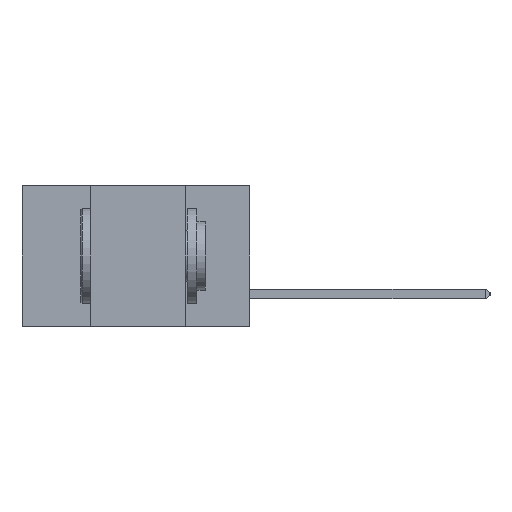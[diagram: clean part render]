
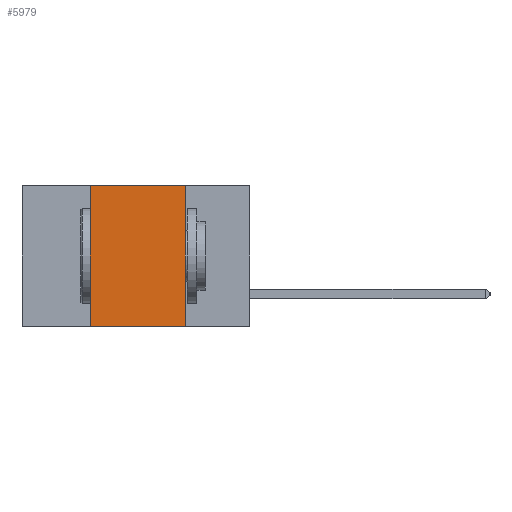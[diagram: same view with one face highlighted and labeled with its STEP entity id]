
A CAD part, left-side view. The second image highlights one B-rep face of the part: STEP entity #5979.
In plain terms, the highlighted planar face has unit normal (-1, 0, 0).
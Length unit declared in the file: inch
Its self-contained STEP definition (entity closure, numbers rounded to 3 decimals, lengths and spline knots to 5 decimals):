
#168 = ORIENTED_EDGE ( 'NONE', *, *, #5921, .F. ) ;
#591 = VERTEX_POINT ( 'NONE', #18173 ) ;
#737 = CARTESIAN_POINT ( 'NONE',  ( 0., 0.6, 0. ) ) ;
#2358 = CARTESIAN_POINT ( 'NONE',  ( 0., 0.17, 0. ) ) ;
#2681 = ORIENTED_EDGE ( 'NONE', *, *, #21475, .T. ) ;
#3843 = VECTOR ( 'NONE', #8403, 39.37008 ) ;
#4251 = ORIENTED_EDGE ( 'NONE', *, *, #12643, .F. ) ;
#4856 = CARTESIAN_POINT ( 'NONE',  ( 0., 0.42, 0. ) ) ;
#4945 = CARTESIAN_POINT ( 'NONE',  ( 0., 0.6, 0. ) ) ;
#5650 = VECTOR ( 'NONE', #8857, 39.37008 ) ;
#5921 = EDGE_CURVE ( 'NONE', #13896, #6353, #18575, .T. ) ;
#5979 = ADVANCED_FACE ( 'NONE', ( #11809 ), #16497, .F. ) ;
#6353 = VERTEX_POINT ( 'NONE', #9951 ) ;
#6953 = DIRECTION ( 'NONE',  ( 0., 0., -1. ) ) ;
#7865 = VECTOR ( 'NONE', #16327, 39.37008 ) ;
#8403 = DIRECTION ( 'NONE',  ( 0., 0., -1. ) ) ;
#8857 = DIRECTION ( 'NONE',  ( 0., 0., 1. ) ) ;
#9951 = CARTESIAN_POINT ( 'NONE',  ( 0., 0.17, 0. ) ) ;
#10852 = LINE ( 'NONE', #22112, #5650 ) ;
#10978 = VERTEX_POINT ( 'NONE', #12011 ) ;
#11597 = EDGE_LOOP ( 'NONE', ( #4251, #168, #20788, #2681 ) ) ;
#11809 = FACE_OUTER_BOUND ( 'NONE', #11597, .T. ) ;
#12011 = CARTESIAN_POINT ( 'NONE',  ( 0., 0.42, -0.37 ) ) ;
#12240 = DIRECTION ( 'NONE',  ( 0., -1., 0. ) ) ;
#12593 = AXIS2_PLACEMENT_3D ( 'NONE', #4945, #18385, #6953 ) ;
#12643 = EDGE_CURVE ( 'NONE', #6353, #591, #23641, .T. ) ;
#13896 = VERTEX_POINT ( 'NONE', #4856 ) ;
#13897 = EDGE_CURVE ( 'NONE', #10978, #13896, #10852, .T. ) ;
#14343 = VECTOR ( 'NONE', #12240, 39.37008 ) ;
#16327 = DIRECTION ( 'NONE',  ( 0., -1., 0. ) ) ;
#16497 = PLANE ( 'NONE',  #12593 ) ;
#17822 = CARTESIAN_POINT ( 'NONE',  ( 0., 0.6, -0.37 ) ) ;
#18173 = CARTESIAN_POINT ( 'NONE',  ( 0., 0.17, -0.37 ) ) ;
#18385 = DIRECTION ( 'NONE',  ( 1., 0., 0. ) ) ;
#18575 = LINE ( 'NONE', #737, #7865 ) ;
#19937 = LINE ( 'NONE', #17822, #14343 ) ;
#20788 = ORIENTED_EDGE ( 'NONE', *, *, #13897, .F. ) ;
#21475 = EDGE_CURVE ( 'NONE', #10978, #591, #19937, .T. ) ;
#22112 = CARTESIAN_POINT ( 'NONE',  ( 0., 0.42, 0. ) ) ;
#23641 = LINE ( 'NONE', #2358, #3843 ) ;
